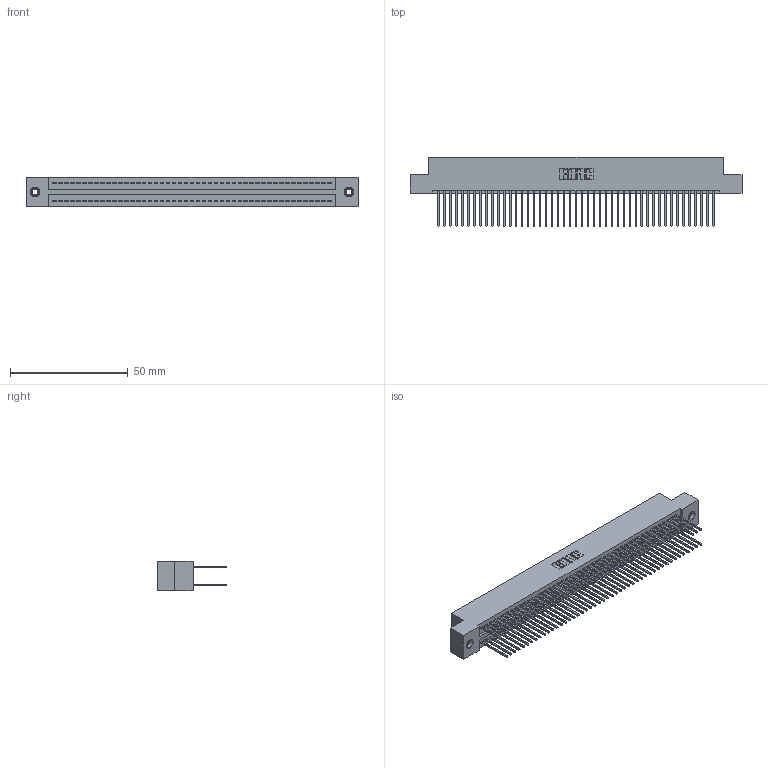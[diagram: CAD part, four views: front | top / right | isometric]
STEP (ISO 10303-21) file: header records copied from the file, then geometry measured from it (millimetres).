
FILE_DESCRIPTION (( 'STEP AP203' ), '1' );
FILE_NAME ('325-094-540-207.STEP', '2020-02-25T06:05:20', ( '' ), ( '' ), 'SwSTEP 2.0', 'SolidWorks 2016', '' );
FILE_SCHEMA (( 'CONFIG_CONTROL_DESIGN' ));
Length unit declared in the file: inch
Products named in the file (4): 345-250-001_345-250-005-103; 325 Part_TI; 325-094-540-207; 325-292-001_325-293-140
Assembly tree (97 placements, depth 2):
  325-094-540-207
    325 Part_TI
    325-292-001_325-293-140  x94
    345-250-001_345-250-005-103  x2
Bounding box: 141.1 x 29.46 x 12.45 mm (x, y, z)
Volume: 18602.9 mm3; surface area: 24357.4 mm2
Topology: 97 solids, 97 shells, 5062 faces, 15017 edges, 9878 vertices
Faces by surface type: plane 3486, cylinder 1560, cone 12, torus 4
Entity records: 30794 total; most frequent: CARTESIAN_POINT 5081, ORIENTED_EDGE 5010, DIRECTION 4363, EDGE_CURVE 2505, LINE 2357, VECTOR 2357, VERTEX_POINT 1664, AXIS2_PLACEMENT_3D 1003
